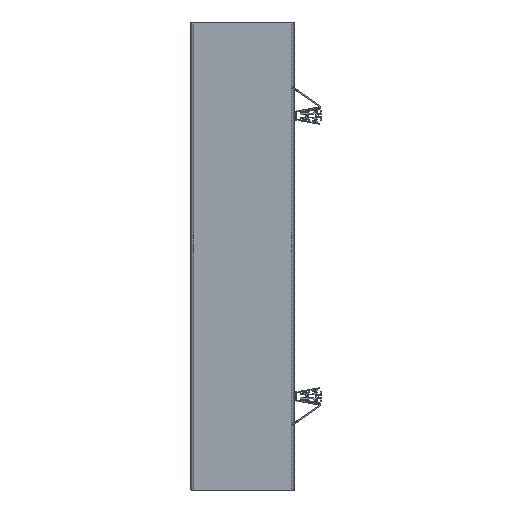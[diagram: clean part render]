
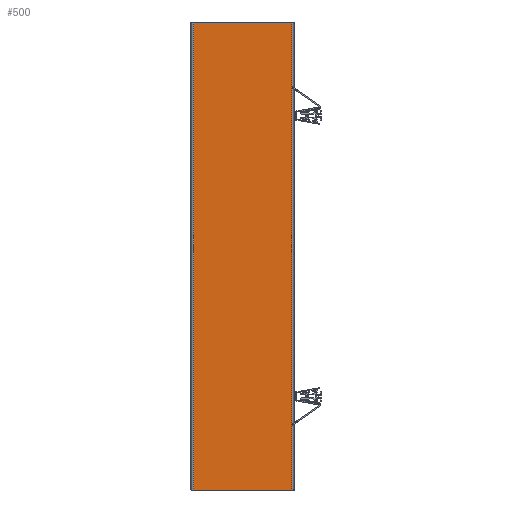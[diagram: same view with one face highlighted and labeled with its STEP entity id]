
A CAD part, front view. The second image highlights one B-rep face of the part: STEP entity #500.
In plain terms, the highlighted planar face has unit normal (0, -1, 0).
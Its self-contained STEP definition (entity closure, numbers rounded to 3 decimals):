
#500=ADVANCED_FACE('',(#1565),#1566,.T.);
#1565=FACE_OUTER_BOUND('',#3002,.T.);
#1566=PLANE('',#3003);
#3002=EDGE_LOOP('',(#6892,#6893,#6894,#6895));
#3003=AXIS2_PLACEMENT_3D('',#6896,#6897,#6898);
#6892=ORIENTED_EDGE('',*,*,#10564,.T.);
#6893=ORIENTED_EDGE('',*,*,#10548,.F.);
#6894=ORIENTED_EDGE('',*,*,#10567,.F.);
#6895=ORIENTED_EDGE('',*,*,#10568,.T.);
#6896=CARTESIAN_POINT('',(-23.518,1589.251,600.0));
#6897=DIRECTION('',(0.,-1.0,0.));
#6898=DIRECTION('',(-1.0,0.,0.));
#10548=EDGE_CURVE('',#13208,#13195,#13210,.T.);
#10564=EDGE_CURVE('',#13237,#13195,#13238,.T.);
#10567=EDGE_CURVE('',#13242,#13208,#13243,.T.);
#10568=EDGE_CURVE('',#13242,#13237,#13244,.T.);
#13195=VERTEX_POINT('',#17142);
#13208=VERTEX_POINT('',#17158);
#13210=LINE('',#17160,#17161);
#13237=VERTEX_POINT('',#17206);
#13238=LINE('',#17207,#17208);
#13242=VERTEX_POINT('',#17215);
#13243=LINE('',#17216,#17217);
#13244=LINE('',#17218,#17219);
#17142=CARTESIAN_POINT('',(-218.018,1589.251,-300.0));
#17158=CARTESIAN_POINT('',(-29.018,1589.251,-300.0));
#17160=CARTESIAN_POINT('',(-23.518,1589.251,-300.0));
#17161=VECTOR('',#20988,1000.0);
#17206=CARTESIAN_POINT('',(-218.018,1589.251,600.0));
#17207=CARTESIAN_POINT('',(-218.018,1589.251,600.0));
#17208=VECTOR('',#21010,1000.0);
#17215=CARTESIAN_POINT('',(-29.018,1589.251,600.0));
#17216=CARTESIAN_POINT('',(-29.018,1589.251,600.0));
#17217=VECTOR('',#21014,1000.0);
#17218=CARTESIAN_POINT('',(-23.518,1589.251,600.0));
#17219=VECTOR('',#21015,1000.0);
#20988=DIRECTION('',(-1.0,0.,0.));
#21010=DIRECTION('',(0.,0.,-1.0));
#21014=DIRECTION('',(0.,0.,-1.0));
#21015=DIRECTION('',(-1.0,0.,0.));
